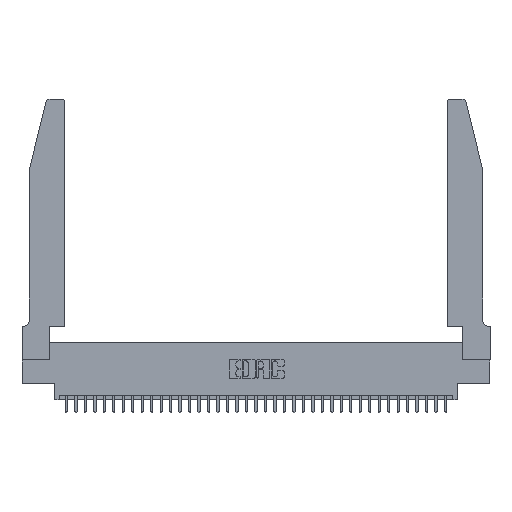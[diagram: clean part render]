
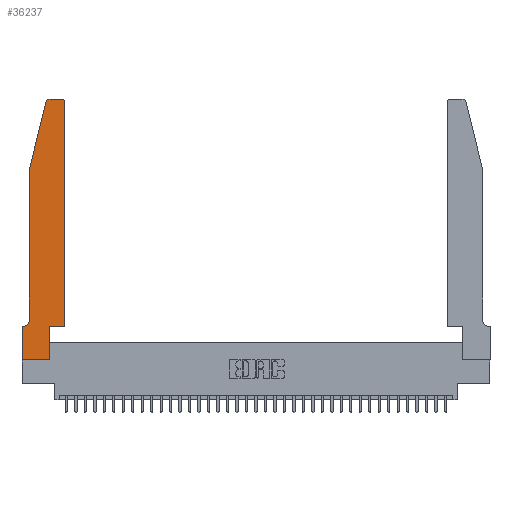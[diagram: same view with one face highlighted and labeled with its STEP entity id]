
A CAD part, top view. The second image highlights one B-rep face of the part: STEP entity #36237.
In plain terms, the highlighted planar face has unit normal (0, 0, 1).
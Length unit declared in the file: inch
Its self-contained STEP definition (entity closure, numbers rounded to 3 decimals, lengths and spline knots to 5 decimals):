
#27 = LINE ( 'NONE', #25671, #29836 ) ;
#233 = VECTOR ( 'NONE', #20764, 39.37008 ) ;
#464 = CARTESIAN_POINT ( 'NONE',  ( 0.4505, 0.35, 0.37 ) ) ;
#1023 = VERTEX_POINT ( 'NONE', #30719 ) ;
#1278 = DIRECTION ( 'NONE',  ( 0., 0., 1. ) ) ;
#1345 = VECTOR ( 'NONE', #28036, 39.37008 ) ;
#1756 = EDGE_CURVE ( 'NONE', #14470, #27899, #16735, .T. ) ;
#1840 = ORIENTED_EDGE ( 'NONE', *, *, #26625, .T. ) ;
#2247 = DIRECTION ( 'NONE',  ( 0., 0., 1. ) ) ;
#2311 = ORIENTED_EDGE ( 'NONE', *, *, #21644, .T. ) ;
#3181 = DIRECTION ( 'NONE',  ( 0., 0., -1. ) ) ;
#3279 = VECTOR ( 'NONE', #26470, 39.37008 ) ;
#3385 = DIRECTION ( 'NONE',  ( 1., 0., 0. ) ) ;
#4004 = CARTESIAN_POINT ( 'NONE',  ( 0.0755, 2., 0.37 ) ) ;
#4621 = ORIENTED_EDGE ( 'NONE', *, *, #10200, .T. ) ;
#5230 = DIRECTION ( 'NONE',  ( 1., 0., 0. ) ) ;
#5367 = LINE ( 'NONE', #13255, #35037 ) ;
#5484 = DIRECTION ( 'NONE',  ( 0., 1., 0. ) ) ;
#5815 = LINE ( 'NONE', #464, #20273 ) ;
#6303 = EDGE_CURVE ( 'NONE', #27899, #21032, #12076, .T. ) ;
#6328 = CARTESIAN_POINT ( 'NONE',  ( 0., 0.35, 0.37 ) ) ;
#6344 = VERTEX_POINT ( 'NONE', #12959 ) ;
#6673 = CARTESIAN_POINT ( 'NONE',  ( 0.2865, 0., 0.37 ) ) ;
#6786 = ORIENTED_EDGE ( 'NONE', *, *, #28296, .T. ) ;
#7625 = AXIS2_PLACEMENT_3D ( 'NONE', #6328, #26488, #9239 ) ;
#7659 = CARTESIAN_POINT ( 'NONE',  ( 0.0755, 2., 0.37 ) ) ;
#8301 = VECTOR ( 'NONE', #5230, 39.37008 ) ;
#9239 = DIRECTION ( 'NONE',  ( 1., 0., 0. ) ) ;
#9948 = ORIENTED_EDGE ( 'NONE', *, *, #34515, .T. ) ;
#10200 = EDGE_CURVE ( 'NONE', #10857, #14470, #36867, .T. ) ;
#10559 = DIRECTION ( 'NONE',  ( -0.239, -0.971, 0. ) ) ;
#10608 = AXIS2_PLACEMENT_3D ( 'NONE', #20496, #3181, #23397 ) ;
#10702 = EDGE_CURVE ( 'NONE', #31620, #10857, #5367, .T. ) ;
#10789 = CARTESIAN_POINT ( 'NONE',  ( 0.2605, 2.75, 0.37 ) ) ;
#10805 = CARTESIAN_POINT ( 'NONE',  ( 0.25487, 2.72718, 0.37 ) ) ;
#10857 = VERTEX_POINT ( 'NONE', #36757 ) ;
#10998 = LINE ( 'NONE', #32204, #3279 ) ;
#11842 = ORIENTED_EDGE ( 'NONE', *, *, #23503, .T. ) ;
#12076 = CIRCLE ( 'NONE', #34987, 0.03 ) ;
#12959 = CARTESIAN_POINT ( 'NONE',  ( 0., 0., 0.37 ) ) ;
#13255 = CARTESIAN_POINT ( 'NONE',  ( 0.4505, 0.35, 0.37 ) ) ;
#13596 = VERTEX_POINT ( 'NONE', #19352 ) ;
#14470 = VERTEX_POINT ( 'NONE', #29329 ) ;
#14567 = VERTEX_POINT ( 'NONE', #15360 ) ;
#14819 = EDGE_CURVE ( 'NONE', #21032, #16192, #19097, .T. ) ;
#15360 = CARTESIAN_POINT ( 'NONE',  ( 0.0755, 0.42, 0.37 ) ) ;
#16192 = VERTEX_POINT ( 'NONE', #4004 ) ;
#16542 = LINE ( 'NONE', #17862, #233 ) ;
#16735 = LINE ( 'NONE', #10789, #1345 ) ;
#17862 = CARTESIAN_POINT ( 'NONE',  ( 0.0755, 2., 0.37 ) ) ;
#18084 = ORIENTED_EDGE ( 'NONE', *, *, #1756, .T. ) ;
#18146 = ORIENTED_EDGE ( 'NONE', *, *, #31874, .T. ) ;
#18555 = CIRCLE ( 'NONE', #10608, 0.07 ) ;
#18601 = CARTESIAN_POINT ( 'NONE',  ( 0.284, 2.72, 0.37 ) ) ;
#19097 = LINE ( 'NONE', #7659, #33410 ) ;
#19115 = FACE_OUTER_BOUND ( 'NONE', #22180, .T. ) ;
#19352 = CARTESIAN_POINT ( 'NONE',  ( 0., 0.35, 0.37 ) ) ;
#19571 = CARTESIAN_POINT ( 'NONE',  ( 0.4205, 2.72, 0.37 ) ) ;
#20273 = VECTOR ( 'NONE', #3385, 39.37008 ) ;
#20496 = CARTESIAN_POINT ( 'NONE',  ( 0.0055, 0.42, 0.37 ) ) ;
#20720 = PLANE ( 'NONE',  #7625 ) ;
#20764 = DIRECTION ( 'NONE',  ( 0., -1., 0. ) ) ;
#21032 = VERTEX_POINT ( 'NONE', #10805 ) ;
#21522 = DIRECTION ( 'NONE',  ( 1., 0., 0. ) ) ;
#21644 = EDGE_CURVE ( 'NONE', #6344, #23110, #23628, .T. ) ;
#21686 = ORIENTED_EDGE ( 'NONE', *, *, #14819, .T. ) ;
#22180 = EDGE_LOOP ( 'NONE', ( #18084, #35100, #21686, #9948, #6786, #23511, #1840, #2311, #11842, #18146, #26261, #4621 ) ) ;
#22253 = CARTESIAN_POINT ( 'NONE',  ( 0., 0., 0.37 ) ) ;
#22482 = DIRECTION ( 'NONE',  ( 1., 0., 0. ) ) ;
#23110 = VERTEX_POINT ( 'NONE', #6673 ) ;
#23352 = AXIS2_PLACEMENT_3D ( 'NONE', #19571, #2247, #22482 ) ;
#23397 = DIRECTION ( 'NONE',  ( -1., 0., 0. ) ) ;
#23503 = EDGE_CURVE ( 'NONE', #23110, #1023, #27, .T. ) ;
#23511 = ORIENTED_EDGE ( 'NONE', *, *, #26849, .T. ) ;
#23628 = LINE ( 'NONE', #28325, #8301 ) ;
#24986 = VECTOR ( 'NONE', #25128, 39.37008 ) ;
#25128 = DIRECTION ( 'NONE',  ( 0., -1., 0. ) ) ;
#25671 = CARTESIAN_POINT ( 'NONE',  ( 0.2865, 0.35, 0.37 ) ) ;
#25860 = LINE ( 'NONE', #22253, #24986 ) ;
#26261 = ORIENTED_EDGE ( 'NONE', *, *, #10702, .T. ) ;
#26470 = DIRECTION ( 'NONE',  ( -1., 0., 0. ) ) ;
#26488 = DIRECTION ( 'NONE',  ( 0., 0., 1. ) ) ;
#26625 = EDGE_CURVE ( 'NONE', #13596, #6344, #25860, .T. ) ;
#26849 = EDGE_CURVE ( 'NONE', #30281, #13596, #10998, .T. ) ;
#27899 = VERTEX_POINT ( 'NONE', #36037 ) ;
#28036 = DIRECTION ( 'NONE',  ( -1., 0., 0. ) ) ;
#28296 = EDGE_CURVE ( 'NONE', #14567, #30281, #18555, .T. ) ;
#28325 = CARTESIAN_POINT ( 'NONE',  ( 0., 0., 0.37 ) ) ;
#29329 = CARTESIAN_POINT ( 'NONE',  ( 0.4205, 2.75, 0.37 ) ) ;
#29836 = VECTOR ( 'NONE', #5484, 39.37008 ) ;
#30281 = VERTEX_POINT ( 'NONE', #30476 ) ;
#30470 = DIRECTION ( 'NONE',  ( 0., 1., 0. ) ) ;
#30476 = CARTESIAN_POINT ( 'NONE',  ( 0.0055, 0.35, 0.37 ) ) ;
#30719 = CARTESIAN_POINT ( 'NONE',  ( 0.2865, 0.35, 0.37 ) ) ;
#31620 = VERTEX_POINT ( 'NONE', #36695 ) ;
#31874 = EDGE_CURVE ( 'NONE', #1023, #31620, #5815, .T. ) ;
#32204 = CARTESIAN_POINT ( 'NONE',  ( 0.0755, 0.35, 0.37 ) ) ;
#33410 = VECTOR ( 'NONE', #10559, 39.37008 ) ;
#34515 = EDGE_CURVE ( 'NONE', #16192, #14567, #16542, .T. ) ;
#34987 = AXIS2_PLACEMENT_3D ( 'NONE', #18601, #1278, #21522 ) ;
#35037 = VECTOR ( 'NONE', #30470, 39.37008 ) ;
#35100 = ORIENTED_EDGE ( 'NONE', *, *, #6303, .T. ) ;
#36037 = CARTESIAN_POINT ( 'NONE',  ( 0.284, 2.75, 0.37 ) ) ;
#36237 = ADVANCED_FACE ( 'NONE', ( #19115 ), #20720, .T. ) ;
#36695 = CARTESIAN_POINT ( 'NONE',  ( 0.4505, 0.35, 0.37 ) ) ;
#36757 = CARTESIAN_POINT ( 'NONE',  ( 0.4505, 2.72, 0.37 ) ) ;
#36867 = CIRCLE ( 'NONE', #23352, 0.03 ) ;
